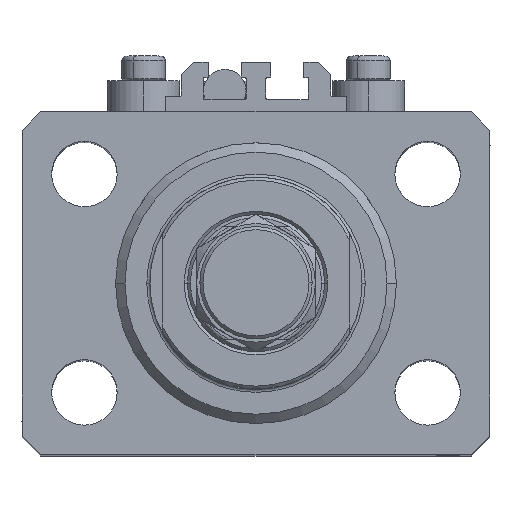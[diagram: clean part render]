
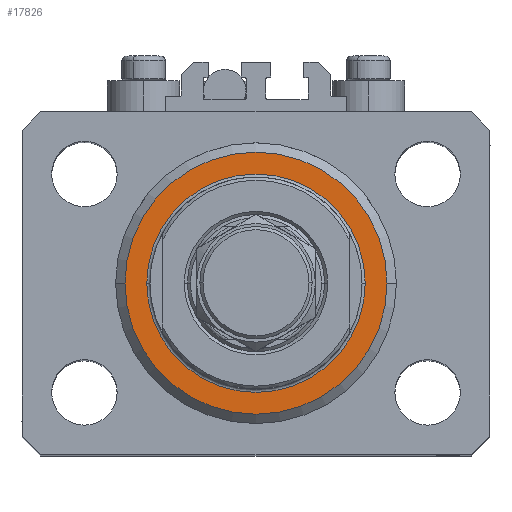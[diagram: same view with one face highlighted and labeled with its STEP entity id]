
A CAD part, top view. The second image highlights one B-rep face of the part: STEP entity #17826.
In plain terms, the highlighted face is planar.
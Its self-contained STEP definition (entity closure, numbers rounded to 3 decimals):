
#2480 = CARTESIAN_POINT ( 'NONE',  ( 17.5, 0., 0. ) ) ;
#2588 = VERTEX_POINT ( 'NONE', #2480 ) ;
#2665 = DIRECTION ( 'NONE',  ( 0., 0., 1. ) ) ;
#2900 = FACE_BOUND ( 'NONE', #18012, .T. ) ;
#4920 = CIRCLE ( 'NONE', #8155, 21. ) ;
#8155 = AXIS2_PLACEMENT_3D ( 'NONE', #21911, #45528, #45285 ) ;
#8330 = CIRCLE ( 'NONE', #12348, 21. ) ;
#8622 = CARTESIAN_POINT ( 'NONE',  ( -17.5, 0., 0. ) ) ;
#10830 = DIRECTION ( 'NONE',  ( 0., 0., 1. ) ) ;
#11107 = ORIENTED_EDGE ( 'NONE', *, *, #44499, .T. ) ;
#12348 = AXIS2_PLACEMENT_3D ( 'NONE', #12558, #16592, #28647 ) ;
#12558 = CARTESIAN_POINT ( 'NONE',  ( 0., 0., 0. ) ) ;
#13692 = EDGE_CURVE ( 'NONE', #28360, #33636, #4920, .T. ) ;
#13855 = EDGE_CURVE ( 'NONE', #33636, #28360, #8330, .T. ) ;
#16592 = DIRECTION ( 'NONE',  ( 0., 0., -1. ) ) ;
#16966 = DIRECTION ( 'NONE',  ( 1., 0., 0. ) ) ;
#17826 = ADVANCED_FACE ( 'NONE', ( #2900, #33358 ), #42156, .F. ) ;
#18012 = EDGE_LOOP ( 'NONE', ( #11107, #24756 ) ) ;
#18979 = AXIS2_PLACEMENT_3D ( 'NONE', #19401, #10830, #30218 ) ;
#19401 = CARTESIAN_POINT ( 'NONE',  ( 0., 0., 0. ) ) ;
#20054 = CARTESIAN_POINT ( 'NONE',  ( 21., 0., 0. ) ) ;
#21393 = CIRCLE ( 'NONE', #18979, 17.5 ) ;
#21911 = CARTESIAN_POINT ( 'NONE',  ( 0., 0., 0. ) ) ;
#22291 = CARTESIAN_POINT ( 'NONE',  ( 0., 0., 0. ) ) ;
#23975 = AXIS2_PLACEMENT_3D ( 'NONE', #47145, #28031, #16966 ) ;
#24756 = ORIENTED_EDGE ( 'NONE', *, *, #49609, .T. ) ;
#28031 = DIRECTION ( 'NONE',  ( 0., 0., 1. ) ) ;
#28360 = VERTEX_POINT ( 'NONE', #42332 ) ;
#28647 = DIRECTION ( 'NONE',  ( 1., 0., 0. ) ) ;
#30188 = ORIENTED_EDGE ( 'NONE', *, *, #13855, .T. ) ;
#30218 = DIRECTION ( 'NONE',  ( 1., 0., 0. ) ) ;
#32909 = ORIENTED_EDGE ( 'NONE', *, *, #13692, .T. ) ;
#33358 = FACE_OUTER_BOUND ( 'NONE', #41948, .T. ) ;
#33636 = VERTEX_POINT ( 'NONE', #20054 ) ;
#36067 = AXIS2_PLACEMENT_3D ( 'NONE', #22291, #2665, #37621 ) ;
#36837 = CIRCLE ( 'NONE', #23975, 17.5 ) ;
#37621 = DIRECTION ( 'NONE',  ( 1., 0., 0. ) ) ;
#41948 = EDGE_LOOP ( 'NONE', ( #30188, #32909 ) ) ;
#42156 = PLANE ( 'NONE',  #36067 ) ;
#42332 = CARTESIAN_POINT ( 'NONE',  ( -21., 0., 0. ) ) ;
#42439 = VERTEX_POINT ( 'NONE', #8622 ) ;
#44499 = EDGE_CURVE ( 'NONE', #2588, #42439, #36837, .T. ) ;
#45285 = DIRECTION ( 'NONE',  ( 1., 0., 0. ) ) ;
#45528 = DIRECTION ( 'NONE',  ( 0., 0., -1. ) ) ;
#47145 = CARTESIAN_POINT ( 'NONE',  ( 0., 0., 0. ) ) ;
#49609 = EDGE_CURVE ( 'NONE', #42439, #2588, #21393, .T. ) ;
